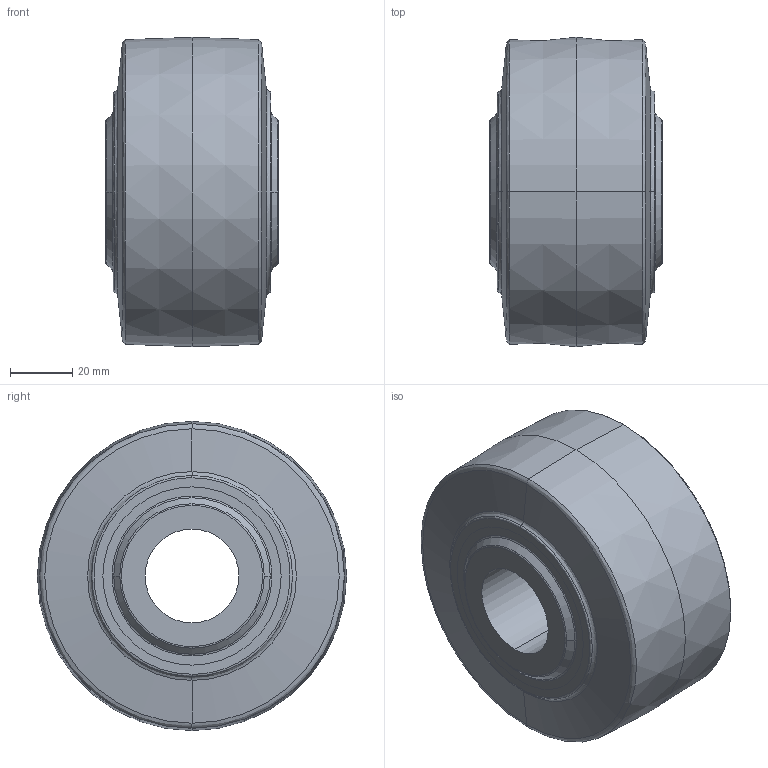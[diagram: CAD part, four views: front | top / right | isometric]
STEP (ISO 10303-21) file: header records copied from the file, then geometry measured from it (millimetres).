
FILE_DESCRIPTION (( 'STEP AP214' ), '1' );
FILE_NAME ('217-4053-STEP-20151103.STEP', '2015-11-03T23:07:44', ( '' ), ( '' ), 'SwSTEP 2.0', 'SolidWorks 2015', '' );
FILE_SCHEMA (( 'AUTOMOTIVE_DESIGN' ));
Length unit declared in the file: inch
Products named in the file (3): 217-4053-STEP-20151103; 217-4053-004 Rev1; 217-4053-003 Rev1
Assembly tree (2 placements, depth 2):
  217-4053-STEP-20151103
    217-4053-003 Rev1
    217-4053-004 Rev1
Bounding box: 55.55 x 99.57 x 99.57 mm (x, y, z)
Volume: 337710 mm3; surface area: 62727.7 mm2
Topology: 2 solids, 2 shells, 66 faces, 140 edges, 84 vertices
Faces by surface type: bspline 26, cone 20, cylinder 10, plane 10
Entity records: 3288 total; most frequent: CARTESIAN_POINT 1807, DIRECTION 304, ORIENTED_EDGE 280, EDGE_CURVE 140, AXIS2_PLACEMENT_3D 137, CIRCLE 92, VERTEX_POINT 84, EDGE_LOOP 76
